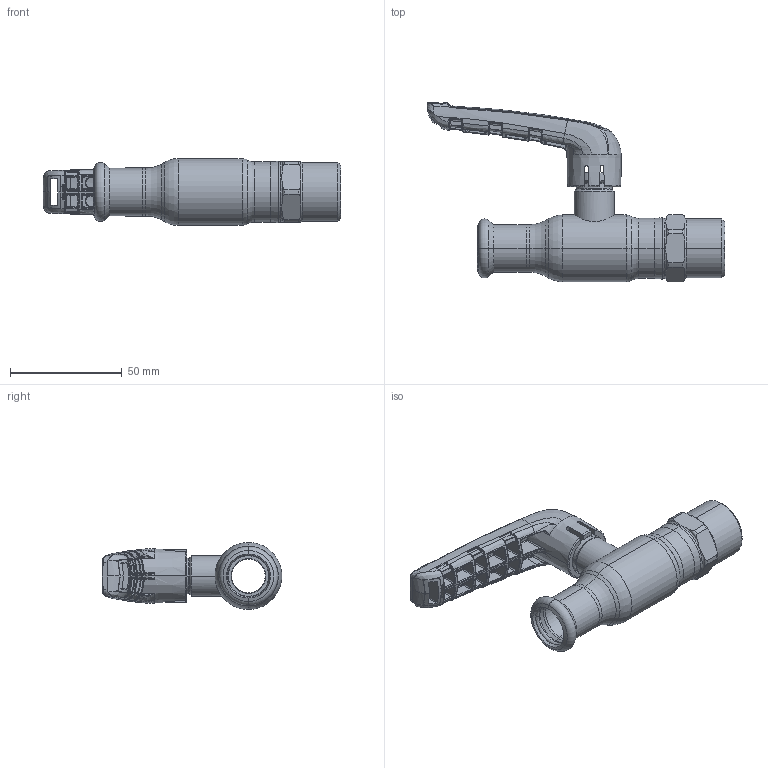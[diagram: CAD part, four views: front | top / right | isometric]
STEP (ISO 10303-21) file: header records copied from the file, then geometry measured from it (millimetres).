
FILE_DESCRIPTION (( 'STEP AP214' ), '1' );
FILE_NAME ('2015001210-xxxx.step', '2019-05-09T11:06:55', ( '' ), ( '' ), 'SwSTEP 2.0', 'SolidWorks 2017', '' );
FILE_SCHEMA (( 'AUTOMOTIVE_DESIGN' ));
Length unit declared in the file: millimetre
Products named in the file (1): 2015001210-xxxx
Bounding box: 133.28 x 80.58 x 30 mm (x, y, z)
Surface area: 24227.8 mm2 (no closed solid volume)
Topology: 0 solids, 9 shells, 867 faces, 2526 edges, 1577 vertices
Faces by surface type: bspline 694, plane 61, cylinder 44, torus 37, cone 31
Entity records: 61838 total; most frequent: CARTESIAN_POINT 35644, ORIENTED_EDGE 4425, EDGE_CURVE 2498, B_SPLINE_CURVE_WITH_KNOTS 1725, DIRECTION 1701, VERTEX_POINT 1577, EDGE_LOOP 890, UNCERTAINTY_MEASURE_WITH_UNIT 869
